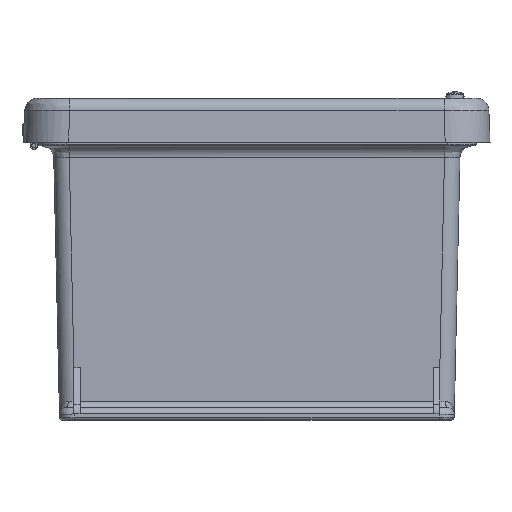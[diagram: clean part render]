
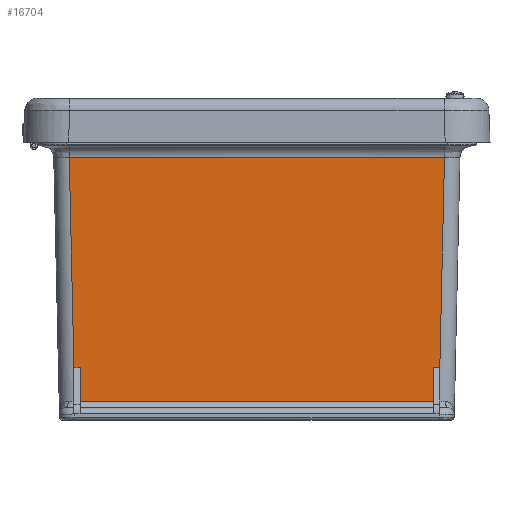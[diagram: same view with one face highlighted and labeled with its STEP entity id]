
A CAD part, front view. The second image highlights one B-rep face of the part: STEP entity #16704.
In plain terms, the highlighted planar face has unit normal (0, -1, -0.022).
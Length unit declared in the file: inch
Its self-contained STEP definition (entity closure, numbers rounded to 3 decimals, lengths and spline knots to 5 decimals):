
#440 = EDGE_CURVE ( 'NONE', #49889, #14018, #40225, .T. ) ;
#5532 = LINE ( 'NONE', #40799, #19961 ) ;
#7582 = ORIENTED_EDGE ( 'NONE', *, *, #52147, .T. ) ;
#10403 = VERTEX_POINT ( 'NONE', #42120 ) ;
#11599 = ORIENTED_EDGE ( 'NONE', *, *, #13310, .T. ) ;
#12990 = LINE ( 'NONE', #19782, #35676 ) ;
#13310 = EDGE_CURVE ( 'NONE', #37167, #54318, #12990, .T. ) ;
#13733 = VECTOR ( 'NONE', #61611, 39.37008 ) ;
#14018 = VERTEX_POINT ( 'NONE', #22955 ) ;
#14560 = DIRECTION ( 'NONE',  ( 0., 0.022, -1. ) ) ;
#15819 = EDGE_LOOP ( 'NONE', ( #7582, #11599, #19769, #33569, #34344, #53694, #56865, #36620 ) ) ;
#16704 = ADVANCED_FACE ( 'NONE', ( #37271 ), #59508, .T. ) ;
#17081 = CARTESIAN_POINT ( 'NONE',  ( 3.7911, -4.94913, -2.06692 ) ) ;
#17087 = VECTOR ( 'NONE', #60410, 39.37008 ) ;
#17552 = DIRECTION ( 'NONE',  ( -0.022, 0.022, -1. ) ) ;
#19769 = ORIENTED_EDGE ( 'NONE', *, *, #60748, .T. ) ;
#19782 = CARTESIAN_POINT ( 'NONE',  ( -3.3479, -4.94913, -2.06692 ) ) ;
#19961 = VECTOR ( 'NONE', #35687, 39.37008 ) ;
#22955 = CARTESIAN_POINT ( 'NONE',  ( 3.91557, -4.94913, -2.06692 ) ) ;
#24886 = CARTESIAN_POINT ( 'NONE',  ( 4.2046, -4.94913, -2.06692 ) ) ;
#25151 = CARTESIAN_POINT ( 'NONE',  ( 4.01005, -5.04361, 2.1616 ) ) ;
#26545 = DIRECTION ( 'NONE',  ( 0., 0.022, -1. ) ) ;
#26760 = CARTESIAN_POINT ( 'NONE',  ( 4.2046, -4.92524, -3.13598 ) ) ;
#27611 = CARTESIAN_POINT ( 'NONE',  ( 2.2131, -4.93368, -2.75819 ) ) ;
#29228 = LINE ( 'NONE', #49553, #61211 ) ;
#32460 = DIRECTION ( 'NONE',  ( -0.022, -0.022, 1. ) ) ;
#32664 = VECTOR ( 'NONE', #17552, 39.37008 ) ;
#33569 = ORIENTED_EDGE ( 'NONE', *, *, #44293, .F. ) ;
#33752 = EDGE_CURVE ( 'NONE', #10403, #56257, #34622, .T. ) ;
#34344 = ORIENTED_EDGE ( 'NONE', *, *, #440, .T. ) ;
#34622 = LINE ( 'NONE', #42437, #52888 ) ;
#35676 = VECTOR ( 'NONE', #14560, 39.37008 ) ;
#35687 = DIRECTION ( 'NONE',  ( 1., 0., 0. ) ) ;
#36620 = ORIENTED_EDGE ( 'NONE', *, *, #33752, .F. ) ;
#36738 = CARTESIAN_POINT ( 'NONE',  ( -3.56684, -5.04361, 2.1616 ) ) ;
#37129 = CARTESIAN_POINT ( 'NONE',  ( 3.7911, -4.94913, -2.06692 ) ) ;
#37167 = VERTEX_POINT ( 'NONE', #55736 ) ;
#37271 = FACE_OUTER_BOUND ( 'NONE', #15819, .T. ) ;
#40225 = LINE ( 'NONE', #24886, #47888 ) ;
#40799 = CARTESIAN_POINT ( 'NONE',  ( 4.2046, -4.94913, -2.06692 ) ) ;
#41018 = LINE ( 'NONE', #56156, #32664 ) ;
#42120 = CARTESIAN_POINT ( 'NONE',  ( -3.47236, -4.94913, -2.06692 ) ) ;
#42437 = CARTESIAN_POINT ( 'NONE',  ( -3.44664, -4.92341, -3.2179 ) ) ;
#43100 = LINE ( 'NONE', #17081, #17087 ) ;
#43887 = CARTESIAN_POINT ( 'NONE',  ( 3.7911, -4.93368, -2.75819 ) ) ;
#44293 = EDGE_CURVE ( 'NONE', #49889, #46085, #43100, .T. ) ;
#46085 = VERTEX_POINT ( 'NONE', #43887 ) ;
#46225 = VERTEX_POINT ( 'NONE', #25151 ) ;
#46875 = EDGE_CURVE ( 'NONE', #46225, #56257, #29228, .T. ) ;
#47074 = LINE ( 'NONE', #27611, #13733 ) ;
#47888 = VECTOR ( 'NONE', #49139, 39.37008 ) ;
#49139 = DIRECTION ( 'NONE',  ( 1., 0., 0. ) ) ;
#49506 = AXIS2_PLACEMENT_3D ( 'NONE', #26760, #56043, #26545 ) ;
#49553 = CARTESIAN_POINT ( 'NONE',  ( 4.2046, -5.04361, 2.1616 ) ) ;
#49889 = VERTEX_POINT ( 'NONE', #37129 ) ;
#49984 = DIRECTION ( 'NONE',  ( -1., 0., 0. ) ) ;
#52147 = EDGE_CURVE ( 'NONE', #10403, #37167, #5532, .T. ) ;
#52837 = EDGE_CURVE ( 'NONE', #46225, #14018, #41018, .T. ) ;
#52888 = VECTOR ( 'NONE', #32460, 39.37008 ) ;
#53694 = ORIENTED_EDGE ( 'NONE', *, *, #52837, .F. ) ;
#54318 = VERTEX_POINT ( 'NONE', #54910 ) ;
#54910 = CARTESIAN_POINT ( 'NONE',  ( -3.3479, -4.93368, -2.75819 ) ) ;
#55736 = CARTESIAN_POINT ( 'NONE',  ( -3.3479, -4.94913, -2.06692 ) ) ;
#56043 = DIRECTION ( 'NONE',  ( 0., -1., -0.022 ) ) ;
#56156 = CARTESIAN_POINT ( 'NONE',  ( 3.88935, -4.92291, -3.24022 ) ) ;
#56257 = VERTEX_POINT ( 'NONE', #36738 ) ;
#56865 = ORIENTED_EDGE ( 'NONE', *, *, #46875, .T. ) ;
#59508 = PLANE ( 'NONE',  #49506 ) ;
#60410 = DIRECTION ( 'NONE',  ( 0., 0.022, -1. ) ) ;
#60748 = EDGE_CURVE ( 'NONE', #54318, #46085, #47074, .T. ) ;
#61211 = VECTOR ( 'NONE', #49984, 39.37008 ) ;
#61611 = DIRECTION ( 'NONE',  ( 1., 0., 0. ) ) ;
